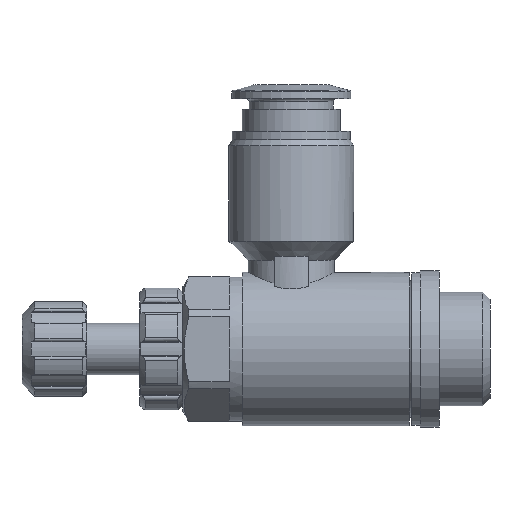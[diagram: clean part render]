
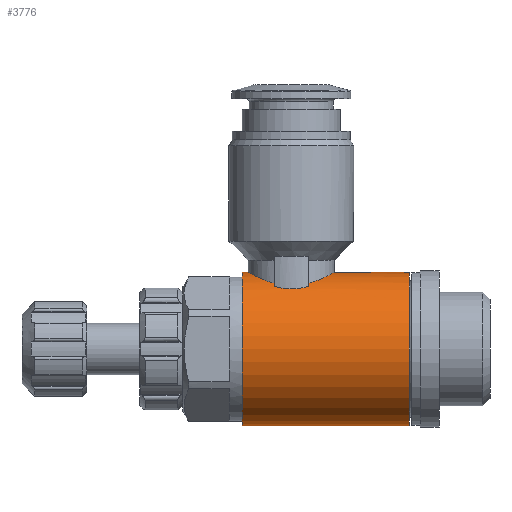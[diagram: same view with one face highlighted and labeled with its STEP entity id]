
A CAD part, left-side view. The second image highlights one B-rep face of the part: STEP entity #3776.
In plain terms, the highlighted cylindrical face has radius 8.9 mm (diameter 17.8 mm), a full revolution.
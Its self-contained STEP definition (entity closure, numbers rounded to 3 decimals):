
#363=B_SPLINE_CURVE_WITH_KNOTS('',3,(#4982,#4983,#4984,#4985,#4986,#4987,
#4988,#4989,#4990),.UNSPECIFIED.,.F.,.F.,(4,1,1,1,1,1,4),(0.002,
0.005,0.007,0.008,0.009,
0.011,0.014),.UNSPECIFIED.);
#364=B_SPLINE_CURVE_WITH_KNOTS('',3,(#4995,#4996,#4997,#4998,#4999),
 .UNSPECIFIED.,.F.,.F.,(4,1,4),(0.,0.002,0.004),
 .UNSPECIFIED.);
#365=B_SPLINE_CURVE_WITH_KNOTS('',3,(#5003,#5004,#5005,#5006,#5007,#5008,
#5009,#5010,#5011),.UNSPECIFIED.,.F.,.F.,(4,1,1,1,1,1,4),(0.018,
0.021,0.022,0.024,0.025,
0.027,0.03),.UNSPECIFIED.);
#366=B_SPLINE_CURVE_WITH_KNOTS('',3,(#5015,#5016,#5017,#5018,#5019),
 .UNSPECIFIED.,.F.,.F.,(4,1,4),(0.,0.002,0.004),
 .UNSPECIFIED.);
#511=ORIENTED_EDGE('',*,*,#1319,.F.);
#512=ORIENTED_EDGE('',*,*,#1320,.T.);
#513=ORIENTED_EDGE('',*,*,#1321,.F.);
#514=ORIENTED_EDGE('',*,*,#1322,.F.);
#515=ORIENTED_EDGE('',*,*,#1323,.F.);
#516=ORIENTED_EDGE('',*,*,#1324,.F.);
#517=ORIENTED_EDGE('',*,*,#1325,.F.);
#518=ORIENTED_EDGE('',*,*,#1326,.F.);
#519=ORIENTED_EDGE('',*,*,#1327,.F.);
#520=ORIENTED_EDGE('',*,*,#1328,.F.);
#1319=EDGE_CURVE('',#1723,#1723,#2004,.T.);
#1320=EDGE_CURVE('',#1724,#1724,#2005,.T.);
#1321=EDGE_CURVE('',#1725,#1726,#363,.T.);
#1322=EDGE_CURVE('',#1727,#1725,#2006,.T.);
#1323=EDGE_CURVE('',#1728,#1727,#364,.T.);
#1324=EDGE_CURVE('',#1729,#1728,#2007,.T.);
#1325=EDGE_CURVE('',#1730,#1729,#365,.T.);
#1326=EDGE_CURVE('',#1731,#1730,#2008,.T.);
#1327=EDGE_CURVE('',#1732,#1731,#366,.T.);
#1328=EDGE_CURVE('',#1726,#1732,#2009,.T.);
#1723=VERTEX_POINT('',#4979);
#1724=VERTEX_POINT('',#4981);
#1725=VERTEX_POINT('',#4991);
#1726=VERTEX_POINT('',#4992);
#1727=VERTEX_POINT('',#4994);
#1728=VERTEX_POINT('',#5000);
#1729=VERTEX_POINT('',#5002);
#1730=VERTEX_POINT('',#5012);
#1731=VERTEX_POINT('',#5014);
#1732=VERTEX_POINT('',#5020);
#2004=CIRCLE('',#3947,8.9);
#2005=CIRCLE('',#3948,8.9);
#2006=CIRCLE('',#3949,8.9);
#2007=CIRCLE('',#3950,8.9);
#2008=CIRCLE('',#3951,8.9);
#2009=CIRCLE('',#3952,8.9);
#2132=EDGE_LOOP('',(#511));
#2133=EDGE_LOOP('',(#512));
#2134=EDGE_LOOP('',(#513,#514,#515,#516,#517,#518,#519,#520));
#2338=FACE_BOUND('',#2132,.T.);
#2339=FACE_BOUND('',#2133,.T.);
#2340=FACE_BOUND('',#2134,.T.);
#2543=CYLINDRICAL_SURFACE('',#3946,8.9);
#3776=ADVANCED_FACE('',(#2338,#2339,#2340),#2543,.T.);
#3946=AXIS2_PLACEMENT_3D('',#4977,#4241,#4242);
#3947=AXIS2_PLACEMENT_3D('',#4978,#4243,#4244);
#3948=AXIS2_PLACEMENT_3D('',#4980,#4245,#4246);
#3949=AXIS2_PLACEMENT_3D('',#4993,#4247,#4248);
#3950=AXIS2_PLACEMENT_3D('',#5001,#4249,#4250);
#3951=AXIS2_PLACEMENT_3D('',#5013,#4251,#4252);
#3952=AXIS2_PLACEMENT_3D('',#5021,#4253,#4254);
#4241=DIRECTION('',(0.,-1.,0.));
#4242=DIRECTION('',(0.,0.,-1.));
#4243=DIRECTION('',(0.,-1.,0.));
#4244=DIRECTION('',(0.,0.,-1.));
#4245=DIRECTION('',(0.,-1.,0.));
#4246=DIRECTION('',(0.,0.,-1.));
#4247=DIRECTION('',(0.,1.,0.));
#4248=DIRECTION('',(0.,0.,1.));
#4249=DIRECTION('',(0.,-1.,0.));
#4250=DIRECTION('',(0.,0.,-1.));
#4251=DIRECTION('',(0.,-1.,0.));
#4252=DIRECTION('',(0.,0.,-1.));
#4253=DIRECTION('',(0.,1.,0.));
#4254=DIRECTION('',(0.,0.,1.));
#4977=CARTESIAN_POINT('',(0.,-5.9,0.));
#4978=CARTESIAN_POINT('',(0.,3.5,0.));
#4979=CARTESIAN_POINT('',(0.,3.5,-8.9));
#4980=CARTESIAN_POINT('',(0.,22.9,0.));
#4981=CARTESIAN_POINT('',(0.,22.9,-8.9));
#4982=CARTESIAN_POINT('',(-4.583,15.2,7.63));
#4983=CARTESIAN_POINT('',(-4.197,14.317,7.861));
#4984=CARTESIAN_POINT('',(-3.248,13.191,8.365));
#4985=CARTESIAN_POINT('',(-1.492,12.352,8.813));
#4986=CARTESIAN_POINT('',(-0.008,12.125,8.943));
#4987=CARTESIAN_POINT('',(1.484,12.349,8.815));
#4988=CARTESIAN_POINT('',(3.254,13.193,8.364));
#4989=CARTESIAN_POINT('',(4.199,14.321,7.86));
#4990=CARTESIAN_POINT('',(4.583,15.2,7.63));
#4991=CARTESIAN_POINT('',(-4.583,15.2,7.63));
#4992=CARTESIAN_POINT('',(4.583,15.2,7.63));
#4993=CARTESIAN_POINT('',(0.,15.2,0.));
#4994=CARTESIAN_POINT('',(-5.123,15.2,7.277));
#4995=CARTESIAN_POINT('',(-5.123,19.2,7.277));
#4996=CARTESIAN_POINT('',(-5.368,18.572,7.105));
#4997=CARTESIAN_POINT('',(-5.631,17.202,6.889));
#4998=CARTESIAN_POINT('',(-5.369,15.828,7.105));
#4999=CARTESIAN_POINT('',(-5.123,15.2,7.277));
#5000=CARTESIAN_POINT('',(-5.123,19.2,7.277));
#5001=CARTESIAN_POINT('',(0.,19.2,0.));
#5002=CARTESIAN_POINT('',(-4.583,19.2,7.63));
#5003=CARTESIAN_POINT('',(4.583,19.2,7.63));
#5004=CARTESIAN_POINT('',(4.195,20.087,7.862));
#5005=CARTESIAN_POINT('',(3.249,21.208,8.365));
#5006=CARTESIAN_POINT('',(1.495,22.047,8.813));
#5007=CARTESIAN_POINT('',(0.008,22.275,8.943));
#5008=CARTESIAN_POINT('',(-1.483,22.051,8.815));
#5009=CARTESIAN_POINT('',(-3.253,21.208,8.364));
#5010=CARTESIAN_POINT('',(-4.199,20.078,7.86));
#5011=CARTESIAN_POINT('',(-4.583,19.2,7.63));
#5012=CARTESIAN_POINT('',(4.583,19.2,7.63));
#5013=CARTESIAN_POINT('',(0.,19.2,0.));
#5014=CARTESIAN_POINT('',(5.123,19.2,7.277));
#5015=CARTESIAN_POINT('',(5.123,15.2,7.277));
#5016=CARTESIAN_POINT('',(5.368,15.828,7.105));
#5017=CARTESIAN_POINT('',(5.631,17.198,6.889));
#5018=CARTESIAN_POINT('',(5.369,18.572,7.105));
#5019=CARTESIAN_POINT('',(5.123,19.2,7.277));
#5020=CARTESIAN_POINT('',(5.123,15.2,7.277));
#5021=CARTESIAN_POINT('',(0.,15.2,0.));
